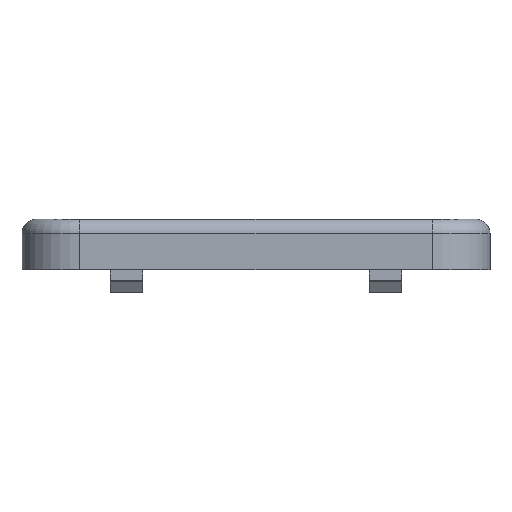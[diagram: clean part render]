
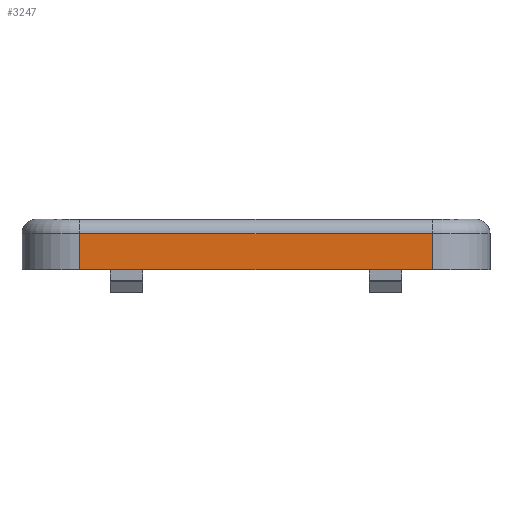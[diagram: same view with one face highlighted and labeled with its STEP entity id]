
A CAD part, left-side view. The second image highlights one B-rep face of the part: STEP entity #3247.
In plain terms, the highlighted planar face has unit normal (-1, 0, 0).
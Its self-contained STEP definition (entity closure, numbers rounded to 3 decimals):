
#44 = PLANE('',#45);
#45 = AXIS2_PLACEMENT_3D('',#46,#47,#48);
#46 = CARTESIAN_POINT('',(45.,-29.5,1.6));
#47 = DIRECTION('',(0.,0.,1.));
#48 = DIRECTION('',(1.,0.,0.));
#733 = VERTEX_POINT('',#734);
#734 = CARTESIAN_POINT('',(-3.,-5.,1.6));
#749 = CYLINDRICAL_SURFACE('',#750,8.);
#750 = AXIS2_PLACEMENT_3D('',#751,#752,#753);
#751 = CARTESIAN_POINT('',(5.,-5.,1.6));
#752 = DIRECTION('',(-0.,-0.,-1.));
#753 = DIRECTION('',(1.,0.,0.));
#761 = EDGE_CURVE('',#733,#762,#764,.T.);
#762 = VERTEX_POINT('',#763);
#763 = CARTESIAN_POINT('',(-3.,-54.,1.6));
#764 = SURFACE_CURVE('',#765,(#769,#776),.PCURVE_S1.);
#765 = LINE('',#766,#767);
#766 = CARTESIAN_POINT('',(-3.,-5.,1.6));
#767 = VECTOR('',#768,1.);
#768 = DIRECTION('',(0.,-1.,0.));
#769 = PCURVE('',#44,#770);
#770 = DEFINITIONAL_REPRESENTATION('',(#771),#775);
#771 = LINE('',#772,#773);
#772 = CARTESIAN_POINT('',(-48.,24.5));
#773 = VECTOR('',#774,1.);
#774 = DIRECTION('',(0.,-1.));
#775 = ( GEOMETRIC_REPRESENTATION_CONTEXT(2) 
PARAMETRIC_REPRESENTATION_CONTEXT() REPRESENTATION_CONTEXT('2D SPACE',''
  ) );
#776 = PCURVE('',#777,#782);
#777 = PLANE('',#778);
#778 = AXIS2_PLACEMENT_3D('',#779,#780,#781);
#779 = CARTESIAN_POINT('',(-3.,-5.,1.6));
#780 = DIRECTION('',(1.,0.,0.));
#781 = DIRECTION('',(0.,-1.,0.));
#782 = DEFINITIONAL_REPRESENTATION('',(#783),#787);
#783 = LINE('',#784,#785);
#784 = CARTESIAN_POINT('',(0.,0.));
#785 = VECTOR('',#786,1.);
#786 = DIRECTION('',(1.,0.));
#787 = ( GEOMETRIC_REPRESENTATION_CONTEXT(2) 
PARAMETRIC_REPRESENTATION_CONTEXT() REPRESENTATION_CONTEXT('2D SPACE',''
  ) );
#806 = CYLINDRICAL_SURFACE('',#807,8.);
#807 = AXIS2_PLACEMENT_3D('',#808,#809,#810);
#808 = CARTESIAN_POINT('',(5.,-54.,1.6));
#809 = DIRECTION('',(-0.,-0.,-1.));
#810 = DIRECTION('',(1.,0.,0.));
#3199 = VERTEX_POINT('',#3200);
#3200 = CARTESIAN_POINT('',(-3.,-5.,6.6));
#3227 = EDGE_CURVE('',#733,#3199,#3228,.T.);
#3228 = SURFACE_CURVE('',#3229,(#3233,#3240),.PCURVE_S1.);
#3229 = LINE('',#3230,#3231);
#3230 = CARTESIAN_POINT('',(-3.,-5.,1.6));
#3231 = VECTOR('',#3232,1.);
#3232 = DIRECTION('',(0.,0.,1.));
#3233 = PCURVE('',#749,#3234);
#3234 = DEFINITIONAL_REPRESENTATION('',(#3235),#3239);
#3235 = LINE('',#3236,#3237);
#3236 = CARTESIAN_POINT('',(-3.142,0.));
#3237 = VECTOR('',#3238,1.);
#3238 = DIRECTION('',(-0.,-1.));
#3239 = ( GEOMETRIC_REPRESENTATION_CONTEXT(2) 
PARAMETRIC_REPRESENTATION_CONTEXT() REPRESENTATION_CONTEXT('2D SPACE',''
  ) );
#3240 = PCURVE('',#777,#3241);
#3241 = DEFINITIONAL_REPRESENTATION('',(#3242),#3246);
#3242 = LINE('',#3243,#3244);
#3243 = CARTESIAN_POINT('',(0.,0.));
#3244 = VECTOR('',#3245,1.);
#3245 = DIRECTION('',(0.,-1.));
#3246 = ( GEOMETRIC_REPRESENTATION_CONTEXT(2) 
PARAMETRIC_REPRESENTATION_CONTEXT() REPRESENTATION_CONTEXT('2D SPACE',''
  ) );
#3247 = ADVANCED_FACE('',(#3248),#777,.F.);
#3248 = FACE_BOUND('',#3249,.F.);
#3249 = EDGE_LOOP('',(#3250,#3251,#3279,#3300));
#3250 = ORIENTED_EDGE('',*,*,#3227,.T.);
#3251 = ORIENTED_EDGE('',*,*,#3252,.T.);
#3252 = EDGE_CURVE('',#3199,#3253,#3255,.T.);
#3253 = VERTEX_POINT('',#3254);
#3254 = CARTESIAN_POINT('',(-3.,-54.,6.6));
#3255 = SURFACE_CURVE('',#3256,(#3260,#3267),.PCURVE_S1.);
#3256 = LINE('',#3257,#3258);
#3257 = CARTESIAN_POINT('',(-3.,-5.,6.6));
#3258 = VECTOR('',#3259,1.);
#3259 = DIRECTION('',(0.,-1.,0.));
#3260 = PCURVE('',#777,#3261);
#3261 = DEFINITIONAL_REPRESENTATION('',(#3262),#3266);
#3262 = LINE('',#3263,#3264);
#3263 = CARTESIAN_POINT('',(0.,-5.));
#3264 = VECTOR('',#3265,1.);
#3265 = DIRECTION('',(1.,0.));
#3266 = ( GEOMETRIC_REPRESENTATION_CONTEXT(2) 
PARAMETRIC_REPRESENTATION_CONTEXT() REPRESENTATION_CONTEXT('2D SPACE',''
  ) );
#3267 = PCURVE('',#3268,#3273);
#3268 = CYLINDRICAL_SURFACE('',#3269,2.);
#3269 = AXIS2_PLACEMENT_3D('',#3270,#3271,#3272);
#3270 = CARTESIAN_POINT('',(-1.,-5.,6.6));
#3271 = DIRECTION('',(0.,-1.,0.));
#3272 = DIRECTION('',(0.,0.,-1.));
#3273 = DEFINITIONAL_REPRESENTATION('',(#3274),#3278);
#3274 = LINE('',#3275,#3276);
#3275 = CARTESIAN_POINT('',(-1.571,0.));
#3276 = VECTOR('',#3277,1.);
#3277 = DIRECTION('',(-0.,1.));
#3278 = ( GEOMETRIC_REPRESENTATION_CONTEXT(2) 
PARAMETRIC_REPRESENTATION_CONTEXT() REPRESENTATION_CONTEXT('2D SPACE',''
  ) );
#3279 = ORIENTED_EDGE('',*,*,#3280,.F.);
#3280 = EDGE_CURVE('',#762,#3253,#3281,.T.);
#3281 = SURFACE_CURVE('',#3282,(#3286,#3293),.PCURVE_S1.);
#3282 = LINE('',#3283,#3284);
#3283 = CARTESIAN_POINT('',(-3.,-54.,1.6));
#3284 = VECTOR('',#3285,1.);
#3285 = DIRECTION('',(0.,0.,1.));
#3286 = PCURVE('',#777,#3287);
#3287 = DEFINITIONAL_REPRESENTATION('',(#3288),#3292);
#3288 = LINE('',#3289,#3290);
#3289 = CARTESIAN_POINT('',(49.,0.));
#3290 = VECTOR('',#3291,1.);
#3291 = DIRECTION('',(0.,-1.));
#3292 = ( GEOMETRIC_REPRESENTATION_CONTEXT(2) 
PARAMETRIC_REPRESENTATION_CONTEXT() REPRESENTATION_CONTEXT('2D SPACE',''
  ) );
#3293 = PCURVE('',#806,#3294);
#3294 = DEFINITIONAL_REPRESENTATION('',(#3295),#3299);
#3295 = LINE('',#3296,#3297);
#3296 = CARTESIAN_POINT('',(-3.142,0.));
#3297 = VECTOR('',#3298,1.);
#3298 = DIRECTION('',(-0.,-1.));
#3299 = ( GEOMETRIC_REPRESENTATION_CONTEXT(2) 
PARAMETRIC_REPRESENTATION_CONTEXT() REPRESENTATION_CONTEXT('2D SPACE',''
  ) );
#3300 = ORIENTED_EDGE('',*,*,#761,.F.);
